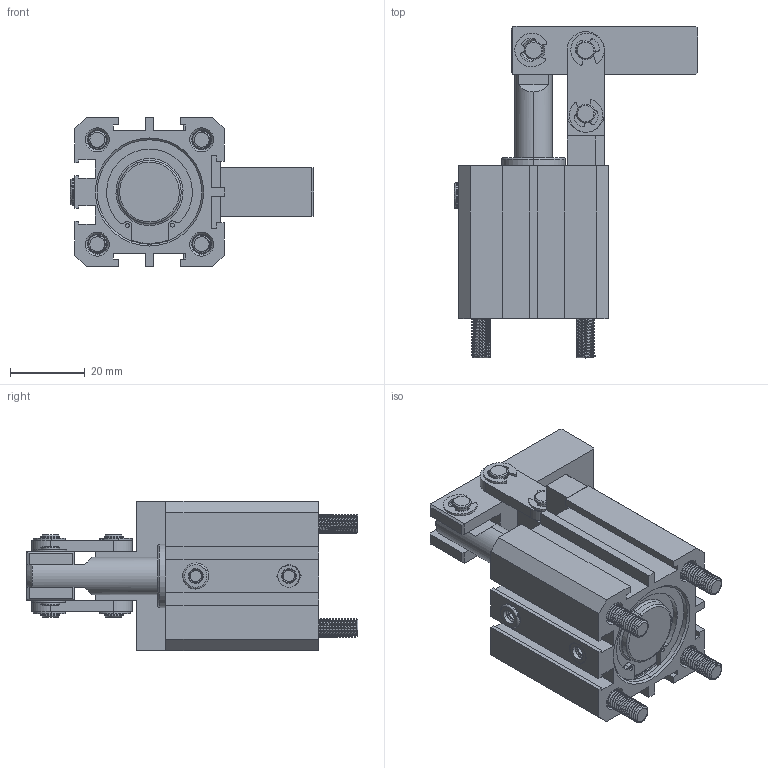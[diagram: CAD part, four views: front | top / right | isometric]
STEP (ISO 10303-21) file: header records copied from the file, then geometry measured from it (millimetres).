
FILE_DESCRIPTION (( 'STEP AP214' ), '1' );
FILE_NAME ('CALC-25話裝宒諾揤詰.STEP', '2019-04-14T06:07:14', ( '' ), ( '' ), 'SwSTEP 2.0', 'SolidWorks 2016', '' );
FILE_SCHEMA (( 'AUTOMOTIVE_DESIGN' ));
Length unit declared in the file: millimetre
Products named in the file (15): 縐銅01; 233; 綴裔; CALC-25話裝宒諾揤詰; ヶ裔; 揤旋; 蟀裝盓傅釱; 傻种; m555; 酗种; 蟀裝; M5黑芛225; 掛极; 活塞杆; 零件2认
Assembly tree (25 placements, depth 2):
  CALC-25話裝宒諾揤詰
    綴裔
    233  x2
    縐銅01  x6
    零件2认  x2
    活塞杆
    掛极
    M5黑芛225  x2
    蟀裝  x2
    酗种  x2
    m555  x2
    傻种
    蟀裝盓傅釱
    揤旋
    ヶ裔
Bounding box: 65.2 x 89 x 40 mm (x, y, z)
Volume: 57063.4 mm3; surface area: 39711.8 mm2
Topology: 25 solids, 25 shells, 988 faces, 2576 edges, 1674 vertices
Faces by surface type: cylinder 558, plane 262, bspline 75, cone 73, torus 20
Entity records: 32361 total; most frequent: CARTESIAN_POINT 17828, ORIENTED_EDGE 3100, DIRECTION 2754, EDGE_CURVE 1550, AXIS2_PLACEMENT_3D 1023, VERTEX_POINT 1002, LINE 708, VECTOR 708
